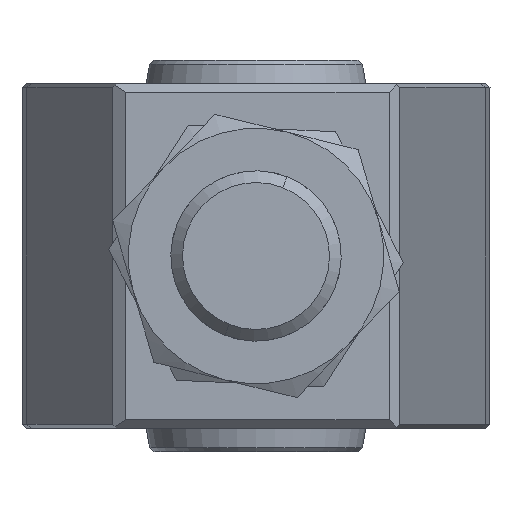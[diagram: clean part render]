
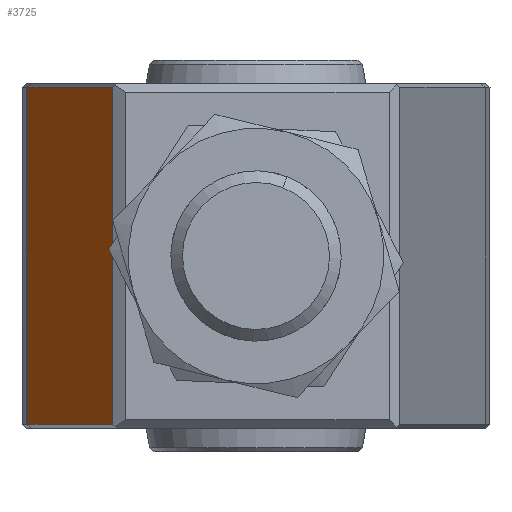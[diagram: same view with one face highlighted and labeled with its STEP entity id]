
A CAD part, left-side view. The second image highlights one B-rep face of the part: STEP entity #3725.
In plain terms, the highlighted planar face has unit normal (-0.208, 0.978, 0).
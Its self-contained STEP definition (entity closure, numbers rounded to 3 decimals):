
#206 = EDGE_CURVE ( 'NONE', #1021, #2653, #1918, .T. ) ;
#367 = DIRECTION ( 'NONE',  ( 0.978, 0.208, 0. ) ) ;
#410 = DIRECTION ( 'NONE',  ( -0.978, -0.208, 0. ) ) ;
#546 = ORIENTED_EDGE ( 'NONE', *, *, #5207, .T. ) ;
#548 = CARTESIAN_POINT ( 'NONE',  ( -53.022, 16.844, 19.75 ) ) ;
#744 = VERTEX_POINT ( 'NONE', #1195 ) ;
#1021 = VERTEX_POINT ( 'NONE', #1796 ) ;
#1119 = VECTOR ( 'NONE', #5781, 1000. ) ;
#1195 = CARTESIAN_POINT ( 'NONE',  ( -5.718, 26.899, -19.75 ) ) ;
#1303 = DIRECTION ( 'NONE',  ( 0.208, -0.978, 0. ) ) ;
#1787 = PLANE ( 'NONE',  #5341 ) ;
#1796 = CARTESIAN_POINT ( 'NONE',  ( -53.022, 16.844, -19.75 ) ) ;
#1904 = VERTEX_POINT ( 'NONE', #2285 ) ;
#1918 = LINE ( 'NONE', #2067, #1119 ) ;
#2067 = CARTESIAN_POINT ( 'NONE',  ( -53.022, 16.844, 20.25 ) ) ;
#2285 = CARTESIAN_POINT ( 'NONE',  ( -5.718, 26.899, 19.75 ) ) ;
#2419 = FACE_OUTER_BOUND ( 'NONE', #4749, .T. ) ;
#2653 = VERTEX_POINT ( 'NONE', #548 ) ;
#2692 = EDGE_CURVE ( 'NONE', #2653, #1904, #4761, .T. ) ;
#2780 = LINE ( 'NONE', #3260, #5277 ) ;
#2873 = DIRECTION ( 'NONE',  ( 0., 0., -1. ) ) ;
#3059 = ORIENTED_EDGE ( 'NONE', *, *, #3841, .T. ) ;
#3260 = CARTESIAN_POINT ( 'NONE',  ( -5.718, 26.899, 20.25 ) ) ;
#3500 = CARTESIAN_POINT ( 'NONE',  ( -5.718, 26.899, 19.75 ) ) ;
#3725 = ADVANCED_FACE ( 'NONE', ( #2419 ), #1787, .F. ) ;
#3841 = EDGE_CURVE ( 'NONE', #1904, #744, #2780, .T. ) ;
#3925 = LINE ( 'NONE', #5995, #5424 ) ;
#4349 = VECTOR ( 'NONE', #5316, 1000. ) ;
#4749 = EDGE_LOOP ( 'NONE', ( #3059, #546, #5001, #4801 ) ) ;
#4761 = LINE ( 'NONE', #3500, #4349 ) ;
#4801 = ORIENTED_EDGE ( 'NONE', *, *, #2692, .T. ) ;
#5001 = ORIENTED_EDGE ( 'NONE', *, *, #206, .T. ) ;
#5063 = CARTESIAN_POINT ( 'NONE',  ( -5.718, 26.899, 20.25 ) ) ;
#5207 = EDGE_CURVE ( 'NONE', #744, #1021, #3925, .T. ) ;
#5277 = VECTOR ( 'NONE', #2873, 1000. ) ;
#5316 = DIRECTION ( 'NONE',  ( 0.978, 0.208, 0. ) ) ;
#5341 = AXIS2_PLACEMENT_3D ( 'NONE', #5063, #1303, #367 ) ;
#5424 = VECTOR ( 'NONE', #410, 1000. ) ;
#5781 = DIRECTION ( 'NONE',  ( 0., 0., 1. ) ) ;
#5995 = CARTESIAN_POINT ( 'NONE',  ( -5.718, 26.899, -19.75 ) ) ;
